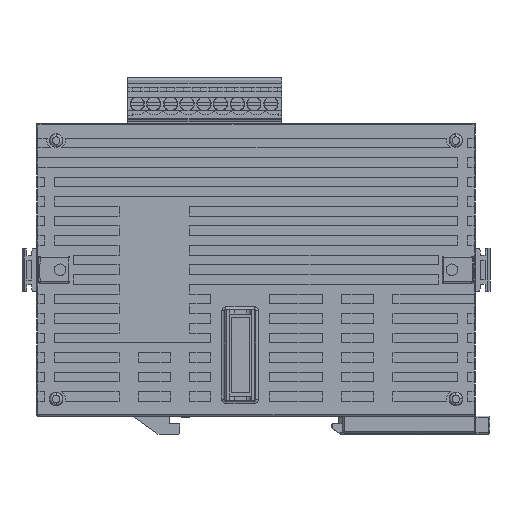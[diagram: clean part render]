
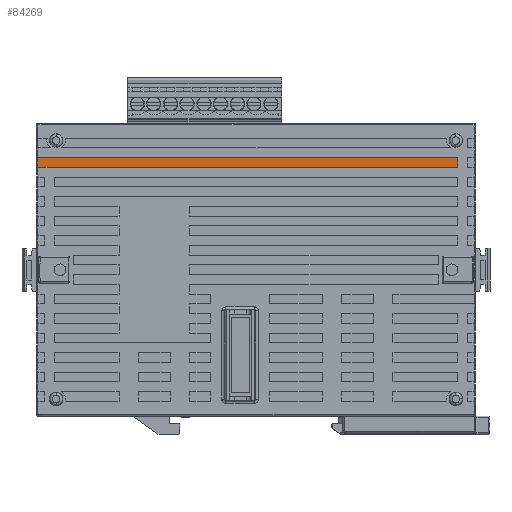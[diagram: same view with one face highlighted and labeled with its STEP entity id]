
A CAD part, left-side view. The second image highlights one B-rep face of the part: STEP entity #84269.
In plain terms, the highlighted planar face has unit normal (-1, 0, 0).
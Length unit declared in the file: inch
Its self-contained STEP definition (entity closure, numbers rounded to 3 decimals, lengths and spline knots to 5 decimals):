
#2153 = ORIENTED_EDGE ( 'NONE', *, *, #82642, .F. ) ;
#3102 = VECTOR ( 'NONE', #114627, 39.37008 ) ;
#4696 = ORIENTED_EDGE ( 'NONE', *, *, #81434, .F. ) ;
#6789 = CARTESIAN_POINT ( 'NONE',  ( -0.47647, 1.68987, 2.00787 ) ) ;
#8657 = VECTOR ( 'NONE', #80768, 39.37008 ) ;
#12119 = CARTESIAN_POINT ( 'NONE',  ( -0.47647, 1.55798, 2.00787 ) ) ;
#14366 = LINE ( 'NONE', #50552, #30420 ) ;
#16552 = VECTOR ( 'NONE', #25977, 39.37008 ) ;
#16894 = VECTOR ( 'NONE', #30364, 39.37008 ) ;
#18278 = ORIENTED_EDGE ( 'NONE', *, *, #111123, .F. ) ;
#18296 = VERTEX_POINT ( 'NONE', #12119 ) ;
#22377 = CARTESIAN_POINT ( 'NONE',  ( -0.47647, 1.68987, 0.01181 ) ) ;
#23033 = EDGE_LOOP ( 'NONE', ( #18278, #2153, #90025, #50705, #4696 ) ) ;
#23459 = EDGE_CURVE ( 'NONE', #36946, #18296, #108339, .T. ) ;
#25977 = DIRECTION ( 'NONE',  ( 0., 1., 0. ) ) ;
#27869 = VERTEX_POINT ( 'NONE', #72807 ) ;
#30364 = DIRECTION ( 'NONE',  ( 0., 0., 1. ) ) ;
#30420 = VECTOR ( 'NONE', #68948, 39.37008 ) ;
#36946 = VERTEX_POINT ( 'NONE', #73922 ) ;
#44164 = EDGE_CURVE ( 'NONE', #27869, #36946, #59488, .T. ) ;
#46666 = FACE_OUTER_BOUND ( 'NONE', #23033, .T. ) ;
#47029 = CARTESIAN_POINT ( 'NONE',  ( -0.47647, 1.68987, 2.08661 ) ) ;
#50552 = CARTESIAN_POINT ( 'NONE',  ( -0.47647, -0.88161, 2.08661 ) ) ;
#50705 = ORIENTED_EDGE ( 'NONE', *, *, #44164, .F. ) ;
#52312 = VERTEX_POINT ( 'NONE', #6789 ) ;
#56470 = DIRECTION ( 'NONE',  ( 0., 0., -1. ) ) ;
#59488 = LINE ( 'NONE', #67496, #3102 ) ;
#67496 = CARTESIAN_POINT ( 'NONE',  ( -0.47647, -1.70187, 1.1811 ) ) ;
#68948 = DIRECTION ( 'NONE',  ( 0., -1., 0. ) ) ;
#69569 = LINE ( 'NONE', #22377, #16894 ) ;
#72807 = CARTESIAN_POINT ( 'NONE',  ( -0.47647, -1.70187, 2.08661 ) ) ;
#73922 = CARTESIAN_POINT ( 'NONE',  ( -0.47647, -1.70187, 2.00787 ) ) ;
#74875 = DIRECTION ( 'NONE',  ( 1., 0., 0. ) ) ;
#78387 = CARTESIAN_POINT ( 'NONE',  ( -0.47647, -0.07195, 2.00787 ) ) ;
#78744 = VERTEX_POINT ( 'NONE', #47029 ) ;
#80768 = DIRECTION ( 'NONE',  ( 0., 1., 0. ) ) ;
#81434 = EDGE_CURVE ( 'NONE', #78744, #27869, #14366, .T. ) ;
#81737 = LINE ( 'NONE', #120311, #16552 ) ;
#82642 = EDGE_CURVE ( 'NONE', #18296, #52312, #81737, .T. ) ;
#84045 = CARTESIAN_POINT ( 'NONE',  ( -0.47647, -0.07195, 1.1811 ) ) ;
#84269 = ADVANCED_FACE ( 'NONE', ( #46666 ), #85290, .F. ) ;
#85290 = PLANE ( 'NONE',  #104730 ) ;
#90025 = ORIENTED_EDGE ( 'NONE', *, *, #23459, .F. ) ;
#104730 = AXIS2_PLACEMENT_3D ( 'NONE', #84045, #74875, #56470 ) ;
#108339 = LINE ( 'NONE', #78387, #8657 ) ;
#111123 = EDGE_CURVE ( 'NONE', #52312, #78744, #69569, .T. ) ;
#114627 = DIRECTION ( 'NONE',  ( 0., 0., -1. ) ) ;
#120311 = CARTESIAN_POINT ( 'NONE',  ( -0.47647, -0.88161, 2.00787 ) ) ;
